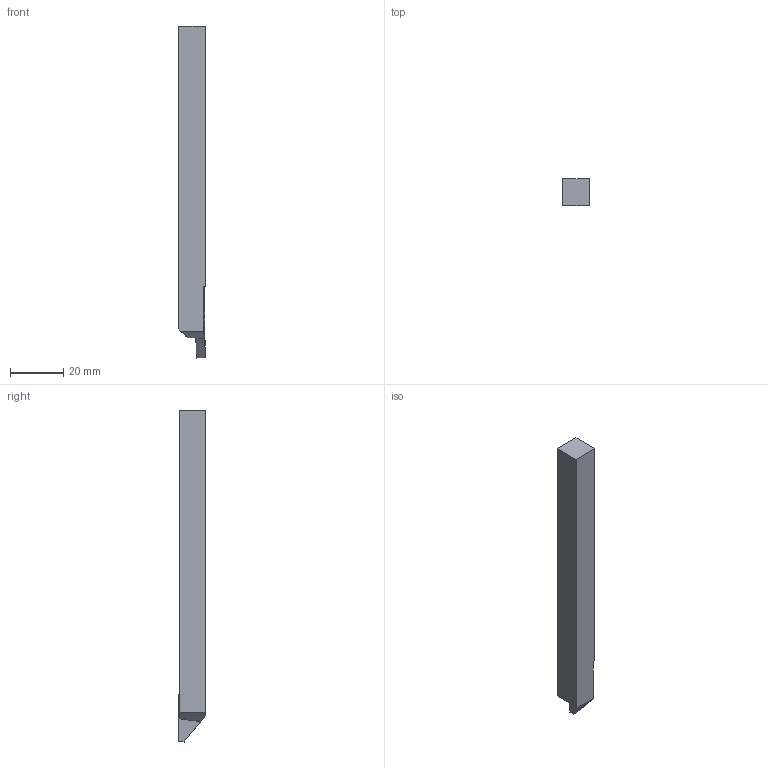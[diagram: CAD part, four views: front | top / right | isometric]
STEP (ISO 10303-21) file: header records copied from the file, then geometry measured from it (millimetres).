
FILE_DESCRIPTION(/* description */ (''),/* implementation_level */ '2;1');
FILE_NAME(/* name */ '1587694899926.stp',/* time_stamp */ '2020-04-24T07:52:12+05:00',/* author */ (''),/* organization */ ('SMS'),/* preprocessor_version */ 'ST-DEVELOPER v16.7',/* originating_system */ 'SIEMENS PLM Software NX 12.0',/* authorisation */ '');
FILE_SCHEMA (('AUTOMOTIVE_DESIGN { 1 0 10303 214 3 1 1 1 }'));
Length unit declared in the file: millimetre
Products named in the file (4): ASSEMBLY_CONSTRUCTION; CUT; 202853214mod000_00; 202853259mod000_00
Assembly tree (3 placements, depth 2):
  202853259mod000_00
    202853214mod000_00
    CUT
    ASSEMBLY_CONSTRUCTION
Bounding box: 10.01 x 10.4 x 125.05 mm (x, y, z)
Volume: 11695.8 mm3; surface area: 5445.2 mm2
Topology: 2 solids, 2 shells, 40 faces, 107 edges, 80 vertices
Faces by surface type: plane 31, cylinder 7, cone 2
Full cylindrical faces by diameter (mm): 4.9 x2
Entity records: 1387 total; most frequent: CARTESIAN_POINT 241, DIRECTION 210, ORIENTED_EDGE 196, EDGE_CURVE 98, LINE 80, VECTOR 80, VERTEX_POINT 67, AXIS2_PLACEMENT_3D 65
